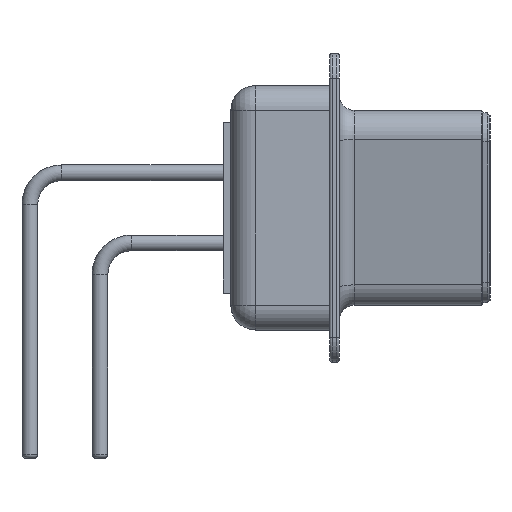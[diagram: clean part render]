
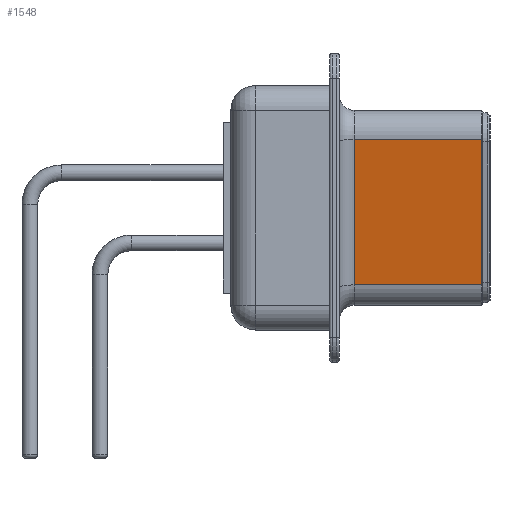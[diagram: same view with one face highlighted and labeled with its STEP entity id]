
A CAD part, left-side view. The second image highlights one B-rep face of the part: STEP entity #1548.
In plain terms, the highlighted planar face has unit normal (-0.985, 0, -0.173).
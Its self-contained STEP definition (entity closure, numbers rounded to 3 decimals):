
#28=VECTOR('',#29,1.);
#29=DIRECTION('',(0.,-1.,0.));
#178=DIRECTION('',(-0.985,0.,-0.173));
#182=VECTOR('',#183,1.);
#183=DIRECTION('',(0.173,0.,-0.985));
#678=VERTEX_POINT('',#679);
#679=CARTESIAN_POINT('',(-52.124,-18.29,9.027));
#713=EDGE_CURVE('',#678,#714,#716,.T.);
#714=VERTEX_POINT('',#715);
#715=CARTESIAN_POINT('',(-51.09,-18.29,3.127));
#716=LINE('',#679,#182);
#725=DIRECTION('',(-0.173,0.,0.985));
#1518=VERTEX_POINT('',#1519);
#1519=CARTESIAN_POINT('',(-52.124,-13.14,9.027));
#1524=EDGE_CURVE('',#1518,#678,#1525,.T.);
#1525=LINE('',#1526,#28);
#1526=CARTESIAN_POINT('',(-52.124,-12.54,9.027));
#1548=ADVANCED_FACE('',(#1549),#1563,.T.);
#1549=FACE_BOUND('',#1550,.T.);
#1550=EDGE_LOOP('',(#1551,#1557,#1558,#1559));
#1551=ORIENTED_EDGE('',*,*,#1552,.T.);
#1552=EDGE_CURVE('',#1553,#714,#1555,.T.);
#1553=VERTEX_POINT('',#1554);
#1554=CARTESIAN_POINT('',(-51.09,-13.14,3.127));
#1555=LINE('',#1556,#28);
#1556=CARTESIAN_POINT('',(-51.09,-12.54,3.127));
#1557=ORIENTED_EDGE('',*,*,#713,.F.);
#1558=ORIENTED_EDGE('',*,*,#1524,.F.);
#1559=ORIENTED_EDGE('',*,*,#1560,.F.);
#1560=EDGE_CURVE('',#1553,#1518,#1561,.T.);
#1561=LINE('',#1554,#1562);
#1562=VECTOR('',#725,1.);
#1563=PLANE('',#1564);
#1564=AXIS2_PLACEMENT_3D('',#1565,#178,#725);
#1565=CARTESIAN_POINT('',(-50.945,-12.54,2.3));
